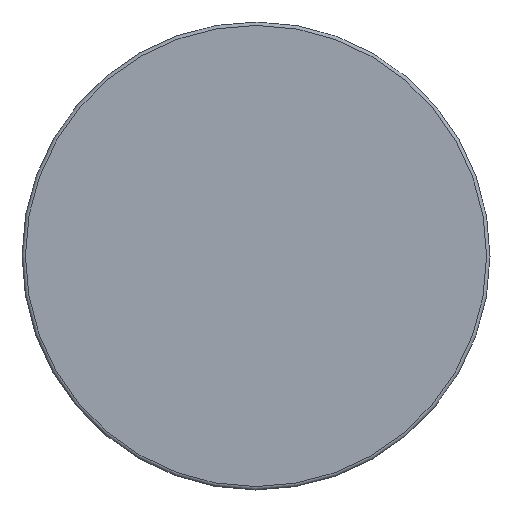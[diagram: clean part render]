
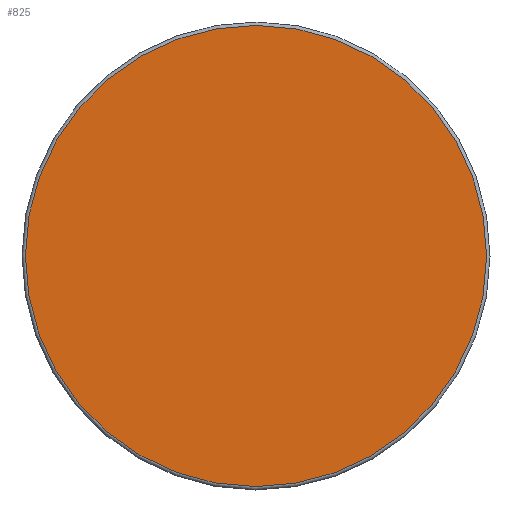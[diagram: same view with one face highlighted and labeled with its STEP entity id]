
A CAD part, front view. The second image highlights one B-rep face of the part: STEP entity #825.
In plain terms, the highlighted planar face has unit normal (0, -1, 0).
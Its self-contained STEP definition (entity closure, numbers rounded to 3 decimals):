
#182=FACE_OUTER_BOUND('',#234,.T.);
#234=EDGE_LOOP('',(#669,#670));
#285=CIRCLE('',#932,84.5);
#286=CIRCLE('',#933,84.5);
#366=VERTEX_POINT('',#1505);
#367=VERTEX_POINT('',#1506);
#474=EDGE_CURVE('',#366,#367,#285,.T.);
#475=EDGE_CURVE('',#367,#366,#286,.T.);
#669=ORIENTED_EDGE('',*,*,#474,.F.);
#670=ORIENTED_EDGE('',*,*,#475,.F.);
#740=PLANE('',#931);
#825=ADVANCED_FACE('',(#182),#740,.T.);
#931=AXIS2_PLACEMENT_3D('',#1504,#1137,#1138);
#932=AXIS2_PLACEMENT_3D('',#1507,#1139,#1140);
#933=AXIS2_PLACEMENT_3D('',#1508,#1141,#1142);
#1137=DIRECTION('center_axis',(0.,-1.,0.));
#1138=DIRECTION('ref_axis',(0.004,0.,1.));
#1139=DIRECTION('center_axis',(0.,1.,0.));
#1140=DIRECTION('ref_axis',(0.004,0.,1.));
#1141=DIRECTION('center_axis',(0.,1.,0.));
#1142=DIRECTION('ref_axis',(0.004,0.,1.));
#1504=CARTESIAN_POINT('Origin',(0.,0.,
0.));
#1505=CARTESIAN_POINT('',(0.304,0.,84.499));
#1506=CARTESIAN_POINT('',(-0.304,0.,-84.499));
#1507=CARTESIAN_POINT('Origin',(0.,0.,
0.));
#1508=CARTESIAN_POINT('Origin',(0.,0.,
0.));
